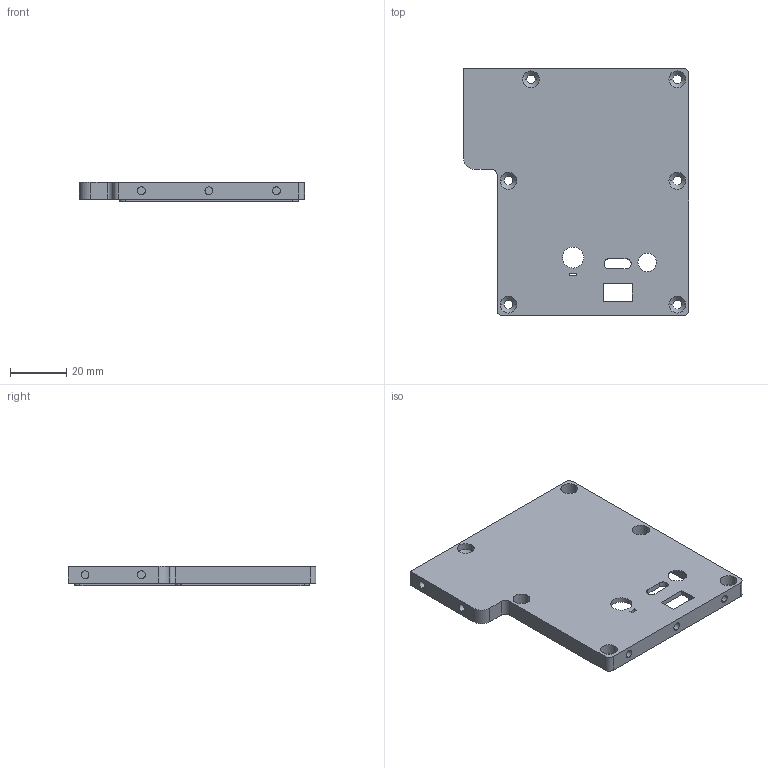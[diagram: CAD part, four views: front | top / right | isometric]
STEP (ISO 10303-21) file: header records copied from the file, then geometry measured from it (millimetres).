
FILE_DESCRIPTION (( 'STEP AP214' ), '1' );
FILE_NAME ('驱动盖板+C.STEP', '2024-02-24T13:56:17', ( '' ), ( '' ), 'SwSTEP 2.0', 'SolidWorks 2021', '' );
FILE_SCHEMA (( 'AUTOMOTIVE_DESIGN' ));
Length unit declared in the file: millimetre
Products named in the file (1): 驱动盖板+C
Bounding box: 80 x 88 x 6.8 mm (x, y, z)
Volume: 23400.9 mm3; surface area: 17190.7 mm2
Topology: 1 solids, 1 shells, 106 faces, 267 edges, 170 vertices
Faces by surface type: cylinder 51, plane 43, cone 12
Entity records: 3259 total; most frequent: DIRECTION 583, CARTESIAN_POINT 544, ORIENTED_EDGE 534, EDGE_CURVE 267, AXIS2_PLACEMENT_3D 209, VERTEX_POINT 170, VECTOR 165, LINE 165
